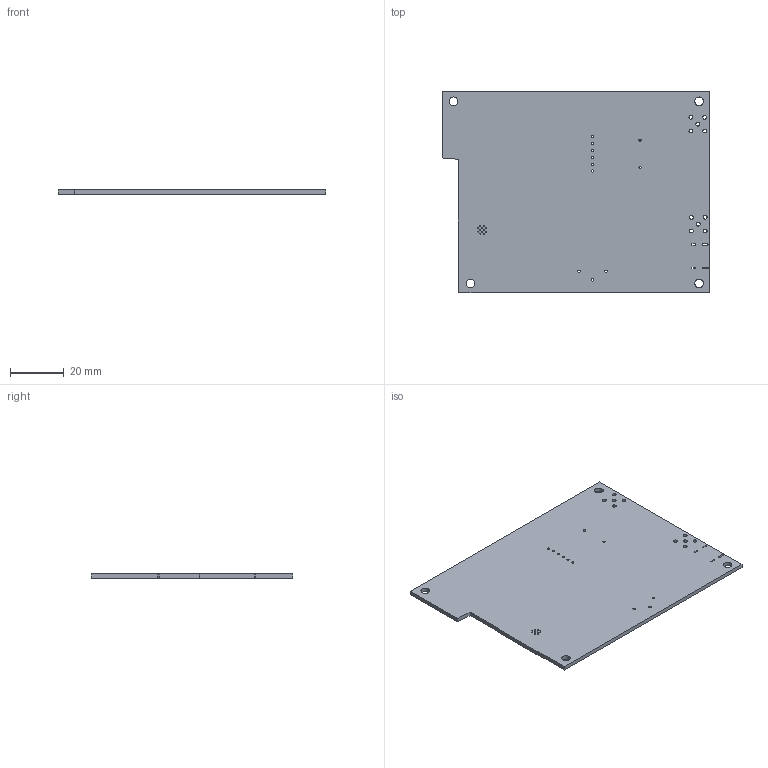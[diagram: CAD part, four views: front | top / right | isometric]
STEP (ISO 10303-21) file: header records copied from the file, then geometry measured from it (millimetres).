
FILE_DESCRIPTION(('KiCad electronic assembly'),'2;1');
FILE_NAME('WSPR-ease-outline.step','2025-11-30T14:28:11',('Pcbnew'),( 'Kicad'),'Open CASCADE STEP processor 7.6','KiCad to STEP converter' ,'Unknown');
FILE_SCHEMA(('AUTOMOTIVE_DESIGN { 1 0 10303 214 1 1 1 1 }'));
Length unit declared in the file: millimetre
Products named in the file (2): WSPR-ease-outline 1; WSPR-ease_PCB
Assembly tree (1 placements, depth 2):
  WSPR-ease-outline 1
    WSPR-ease_PCB
Bounding box: 99.25 x 74.75 x 1.51 mm (x, y, z)
Volume: 10649 mm3; surface area: 14843.5 mm2
Topology: 1 solids, 1 shells, 65 faces, 189 edges, 126 vertices
Faces by surface type: cylinder 45, plane 20
Full cylindrical faces by diameter (mm): 0.3 x12, 0.8 x8, 0.9 x3, 1.4 x10, 3.2 x4
Entity records: 2394 total; most frequent: DIRECTION 413, CARTESIAN_POINT 382, ORIENTED_EDGE 378, EDGE_CURVE 189, AXIS2_PLACEMENT_3D 157, FACE_BOUND 147, EDGE_LOOP 147, VERTEX_POINT 126
